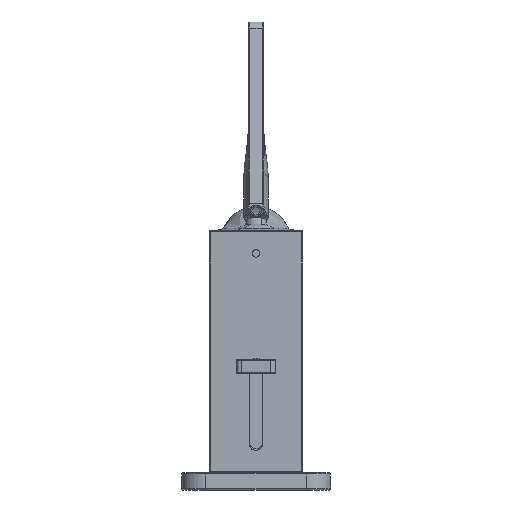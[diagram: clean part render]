
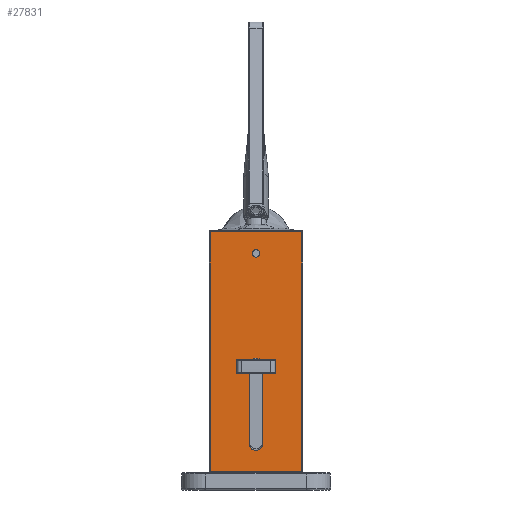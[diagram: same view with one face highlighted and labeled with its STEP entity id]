
A CAD part, left-side view. The second image highlights one B-rep face of the part: STEP entity #27831.
In plain terms, the highlighted planar face has unit normal (-1, 0, 0).
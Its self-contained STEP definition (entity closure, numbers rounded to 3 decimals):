
#9101=CARTESIAN_POINT(' ',(-19.,-18.5,97.5));
#9102=VERTEX_POINT(' ',#9101);
#9116=CARTESIAN_POINT(' ',(-19.,-18.5,97.5));
#9121=DIRECTION(' ',(0.,0.,-1.));
#9126=VECTOR(' ',#9121,1.);
#9131=LINE('',#9116,#9126);
#9136=CARTESIAN_POINT(' ',(-19.,-18.5,0.5));
#9137=VERTEX_POINT(' ',#9136);
#9141=EDGE_CURVE(' ',#9102,#9137,#9131,.T.);
#27321=DIRECTION(' ',(-1.,-0.,-0.));
#27326=CARTESIAN_POINT(' ',(-19.,18.5,97.5));
#27331=DIRECTION(' ',(0.,0.,-1.));
#27336=AXIS2_PLACEMENT_3D(' ',#27326,#27321,#27331);
#27341=PLANE('',#27336);
#27346=CARTESIAN_POINT(' ',(-19.,-18.5,97.5));
#27351=DIRECTION(' ',(0.,1.,0.));
#27356=VECTOR(' ',#27351,1.);
#27361=LINE('',#27346,#27356);
#27366=CARTESIAN_POINT(' ',(-19.,18.5,97.5));
#27367=VERTEX_POINT(' ',#27366);
#27371=EDGE_CURVE(' ',#9102,#27367,#27361,.T.);
#27376=ORIENTED_EDGE(' ',*,*,#27371,.T.);
#27381=CARTESIAN_POINT(' ',(-19.,18.5,0.5));
#27386=DIRECTION(' ',(0.,0.,1.));
#27391=VECTOR(' ',#27386,1.);
#27396=LINE('',#27381,#27391);
#27401=CARTESIAN_POINT(' ',(-19.,18.5,0.5));
#27402=VERTEX_POINT(' ',#27401);
#27406=EDGE_CURVE(' ',#27402,#27367,#27396,.T.);
#27411=ORIENTED_EDGE(' ',*,*,#27406,.F.);
#27416=CARTESIAN_POINT(' ',(-19.,-18.5,0.5));
#27421=DIRECTION(' ',(0.,1.,0.));
#27426=VECTOR(' ',#27421,1.);
#27431=LINE('',#27416,#27426);
#27436=EDGE_CURVE(' ',#9137,#27402,#27431,.T.);
#27441=ORIENTED_EDGE(' ',*,*,#27436,.F.);
#27446=ORIENTED_EDGE(' ',*,*,#9141,.F.);
#27451=EDGE_LOOP(' ',(#27376,#27411,#27441,#27446));
#27456=FACE_OUTER_BOUND(' ',#27451,.T.);
#27461=CARTESIAN_POINT(' ',(-19.,0.,43.05));
#27466=DIRECTION(' ',(1.,-0.,0.));
#27471=DIRECTION(' ',(0.,0.,1.));
#27476=AXIS2_PLACEMENT_3D(' ',#27461,#27466,#27471);
#27481=CIRCLE('',#27476,2.75);
#27486=CARTESIAN_POINT(' ',(-19.,0.,45.8));
#27487=VERTEX_POINT(' ',#27486);
#27491=CARTESIAN_POINT(' ',(-19.,-2.75,43.05));
#27492=VERTEX_POINT(' ',#27491);
#27496=EDGE_CURVE(' ',#27487,#27492,#27481,.T.);
#27501=ORIENTED_EDGE(' ',*,*,#27496,.T.);
#27506=CARTESIAN_POINT(' ',(-19.,-2.75,11.847));
#27511=DIRECTION(' ',(0.,0.,1.));
#27516=VECTOR(' ',#27511,1.);
#27521=LINE('',#27506,#27516);
#27526=CARTESIAN_POINT(' ',(-19.,-2.75,11.847));
#27527=VERTEX_POINT(' ',#27526);
#27531=EDGE_CURVE(' ',#27527,#27492,#27521,.T.);
#27536=ORIENTED_EDGE(' ',*,*,#27531,.F.);
#27541=CARTESIAN_POINT(' ',(-19.,-2.75,11.847));
#27546=CARTESIAN_POINT(' ',(-19.,-2.75,11.558));
#27551=CARTESIAN_POINT(' ',(-19.,-2.705,11.266));
#27556=CARTESIAN_POINT(' ',(-19.,-2.493,10.553));
#27561=CARTESIAN_POINT(' ',(-19.,-2.258,10.166));
#27566=CARTESIAN_POINT(' ',(-19.,-1.45,9.309));
#27571=CARTESIAN_POINT(' ',(-19.,-0.738,9.));
#27576=CARTESIAN_POINT(' ',(-19.,0.,9.));
#27581=B_SPLINE_CURVE_WITH_KNOTS('',3,(#27541,#27546,#27551,#27556,#27561,#27566,#27571,#27576),.UNSPECIFIED.,.F.,.U.,(4,2,2,4),(0.,0.173,0.471,1.),.UNSPECIFIED.);
#27586=CARTESIAN_POINT(' ',(-19.,0.,9.));
#27587=VERTEX_POINT(' ',#27586);
#27591=EDGE_CURVE(' ',#27527,#27587,#27581,.T.);
#27596=ORIENTED_EDGE(' ',*,*,#27591,.T.);
#27601=CARTESIAN_POINT(' ',(-19.,0.,9.));
#27606=CARTESIAN_POINT(' ',(-19.,0.609,9.));
#27611=CARTESIAN_POINT(' ',(-19.,1.198,9.21));
#27616=CARTESIAN_POINT(' ',(-19.,2.169,9.981));
#27621=CARTESIAN_POINT(' ',(-19.,2.521,10.545));
#27626=CARTESIAN_POINT(' ',(-19.,2.723,11.385));
#27631=CARTESIAN_POINT(' ',(-19.,2.75,11.615));
#27636=CARTESIAN_POINT(' ',(-19.,2.75,11.847));
#27641=B_SPLINE_CURVE_WITH_KNOTS('',3,(#27601,#27606,#27611,#27616,#27621,#27626,#27631,#27636),.UNSPECIFIED.,.F.,.U.,(4,2,2,4),(0.,0.413,0.843,1.),.UNSPECIFIED.);
#27646=CARTESIAN_POINT(' ',(-19.,2.75,11.847));
#27647=VERTEX_POINT(' ',#27646);
#27651=EDGE_CURVE(' ',#27587,#27647,#27641,.T.);
#27656=ORIENTED_EDGE(' ',*,*,#27651,.T.);
#27661=CARTESIAN_POINT(' ',(-19.,2.75,11.847));
#27666=DIRECTION(' ',(0.,0.,1.));
#27671=VECTOR(' ',#27666,1.);
#27676=LINE('',#27661,#27671);
#27681=CARTESIAN_POINT(' ',(-19.,2.75,43.05));
#27682=VERTEX_POINT(' ',#27681);
#27686=EDGE_CURVE(' ',#27647,#27682,#27676,.T.);
#27691=ORIENTED_EDGE(' ',*,*,#27686,.T.);
#27696=CARTESIAN_POINT(' ',(-19.,0.,43.05));
#27701=DIRECTION(' ',(1.,0.,0.));
#27706=DIRECTION(' ',(0.,1.,0.));
#27711=AXIS2_PLACEMENT_3D(' ',#27696,#27701,#27706);
#27716=CIRCLE('',#27711,2.75);
#27721=EDGE_CURVE(' ',#27682,#27487,#27716,.T.);
#27726=ORIENTED_EDGE(' ',*,*,#27721,.T.);
#27731=EDGE_LOOP(' ',(#27501,#27536,#27596,#27656,#27691,#27726));
#27736=FACE_BOUND(' ',#27731,.T.);
#27741=CARTESIAN_POINT(' ',(-19.,0.,88.8));
#27746=DIRECTION(' ',(1.,0.,0.));
#27751=DIRECTION(' ',(0.,0.479,-0.878));
#27756=AXIS2_PLACEMENT_3D(' ',#27741,#27746,#27751);
#27761=CIRCLE('',#27756,1.5);
#27766=CARTESIAN_POINT(' ',(-19.,0.719,87.484));
#27767=VERTEX_POINT(' ',#27766);
#27771=CARTESIAN_POINT(' ',(-19.,-0.719,90.116));
#27772=VERTEX_POINT(' ',#27771);
#27776=EDGE_CURVE(' ',#27767,#27772,#27761,.T.);
#27781=ORIENTED_EDGE(' ',*,*,#27776,.T.);
#27786=CARTESIAN_POINT(' ',(-19.,0.,88.8));
#27791=DIRECTION(' ',(1.,-0.,0.));
#27796=DIRECTION(' ',(0.,-0.479,0.878));
#27801=AXIS2_PLACEMENT_3D(' ',#27786,#27791,#27796);
#27806=CIRCLE('',#27801,1.5);
#27811=EDGE_CURVE(' ',#27772,#27767,#27806,.T.);
#27816=ORIENTED_EDGE(' ',*,*,#27811,.T.);
#27821=EDGE_LOOP(' ',(#27781,#27816));
#27826=FACE_BOUND(' ',#27821,.T.);
#27831=ADVANCED_FACE('',(#27456,#27736,#27826),#27341,.T.);
